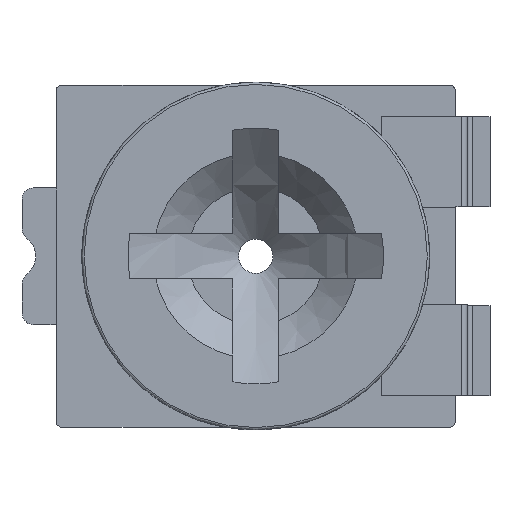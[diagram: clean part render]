
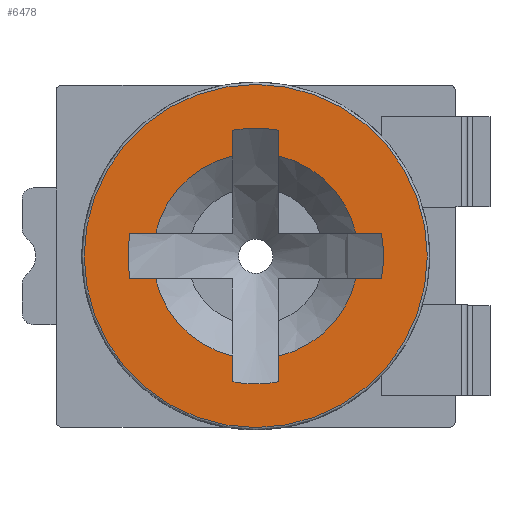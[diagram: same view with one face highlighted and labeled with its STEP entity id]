
A CAD part, top view. The second image highlights one B-rep face of the part: STEP entity #6478.
In plain terms, the highlighted planar face has unit normal (0, 0, 1).
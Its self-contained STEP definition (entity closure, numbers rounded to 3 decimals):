
#49=FACE_BOUND('',#912,.T.);
#89=CIRCLE('',#6840,1.505);
#97=CIRCLE('',#6851,1.121);
#98=CIRCLE('',#6852,1.121);
#99=CIRCLE('',#6853,1.121);
#100=CIRCLE('',#6854,1.121);
#101=CIRCLE('',#6855,1.121);
#123=CIRCLE('',#6923,0.9);
#124=CIRCLE('',#6924,0.9);
#125=CIRCLE('',#6925,0.9);
#126=CIRCLE('',#6926,0.9);
#342=PLANE('',#6922);
#550=FACE_OUTER_BOUND('',#911,.T.);
#911=EDGE_LOOP('',(#4488));
#912=EDGE_LOOP('',(#4489,#4490,#4491,#4492,#4493,#4494,#4495,#4496,#4497,
#4498,#4499,#4500,#4501,#4502,#4503,#4504,#4505));
#1523=LINE('',#9697,#2119);
#1524=LINE('',#9700,#2120);
#1525=LINE('',#9702,#2121);
#1526=LINE('',#9705,#2122);
#1527=LINE('',#9707,#2123);
#1528=LINE('',#9710,#2124);
#1529=LINE('',#9712,#2125);
#1530=LINE('',#9715,#2126);
#2119=VECTOR('',#7648,1.);
#2120=VECTOR('',#7651,1.);
#2121=VECTOR('',#7652,1.);
#2122=VECTOR('',#7655,1.);
#2123=VECTOR('',#7656,1.);
#2124=VECTOR('',#7659,1.);
#2125=VECTOR('',#7660,1.);
#2126=VECTOR('',#7663,1.);
#2588=VERTEX_POINT('',#9011);
#2597=VERTEX_POINT('',#9034);
#2598=VERTEX_POINT('',#9036);
#2600=VERTEX_POINT('',#9043);
#2601=VERTEX_POINT('',#9049);
#2603=VERTEX_POINT('',#9057);
#2604=VERTEX_POINT('',#9063);
#2606=VERTEX_POINT('',#9071);
#2607=VERTEX_POINT('',#9076);
#2609=VERTEX_POINT('',#9083);
#2829=VERTEX_POINT('',#9696);
#2830=VERTEX_POINT('',#9698);
#2831=VERTEX_POINT('',#9701);
#2832=VERTEX_POINT('',#9703);
#2833=VERTEX_POINT('',#9706);
#2834=VERTEX_POINT('',#9708);
#2835=VERTEX_POINT('',#9711);
#2836=VERTEX_POINT('',#9713);
#3230=EDGE_CURVE('',#2588,#2588,#89,.T.);
#3242=EDGE_CURVE('',#2597,#2598,#97,.T.);
#3245=EDGE_CURVE('',#2600,#2601,#98,.T.);
#3248=EDGE_CURVE('',#2603,#2604,#99,.T.);
#3251=EDGE_CURVE('',#2606,#2607,#100,.T.);
#3254=EDGE_CURVE('',#2609,#2597,#101,.T.);
#3479=EDGE_CURVE('',#2609,#2829,#1523,.T.);
#3480=EDGE_CURVE('',#2829,#2830,#123,.T.);
#3481=EDGE_CURVE('',#2607,#2830,#1524,.T.);
#3482=EDGE_CURVE('',#2606,#2831,#1525,.T.);
#3483=EDGE_CURVE('',#2831,#2832,#124,.T.);
#3484=EDGE_CURVE('',#2832,#2604,#1526,.T.);
#3485=EDGE_CURVE('',#2833,#2603,#1527,.T.);
#3486=EDGE_CURVE('',#2833,#2834,#125,.T.);
#3487=EDGE_CURVE('',#2834,#2601,#1528,.T.);
#3488=EDGE_CURVE('',#2835,#2600,#1529,.T.);
#3489=EDGE_CURVE('',#2835,#2836,#126,.T.);
#3490=EDGE_CURVE('',#2598,#2836,#1530,.T.);
#4488=ORIENTED_EDGE('',*,*,#3230,.T.);
#4489=ORIENTED_EDGE('',*,*,#3254,.F.);
#4490=ORIENTED_EDGE('',*,*,#3479,.T.);
#4491=ORIENTED_EDGE('',*,*,#3480,.T.);
#4492=ORIENTED_EDGE('',*,*,#3481,.F.);
#4493=ORIENTED_EDGE('',*,*,#3251,.F.);
#4494=ORIENTED_EDGE('',*,*,#3482,.T.);
#4495=ORIENTED_EDGE('',*,*,#3483,.T.);
#4496=ORIENTED_EDGE('',*,*,#3484,.T.);
#4497=ORIENTED_EDGE('',*,*,#3248,.F.);
#4498=ORIENTED_EDGE('',*,*,#3485,.F.);
#4499=ORIENTED_EDGE('',*,*,#3486,.T.);
#4500=ORIENTED_EDGE('',*,*,#3487,.T.);
#4501=ORIENTED_EDGE('',*,*,#3245,.F.);
#4502=ORIENTED_EDGE('',*,*,#3488,.F.);
#4503=ORIENTED_EDGE('',*,*,#3489,.T.);
#4504=ORIENTED_EDGE('',*,*,#3490,.F.);
#4505=ORIENTED_EDGE('',*,*,#3242,.F.);
#6478=ADVANCED_FACE('',(#550,#49),#342,.T.);
#6840=AXIS2_PLACEMENT_3D('',#9012,#7361,#7362);
#6851=AXIS2_PLACEMENT_3D('',#9037,#7387,#7388);
#6852=AXIS2_PLACEMENT_3D('',#9050,#7389,#7390);
#6853=AXIS2_PLACEMENT_3D('',#9064,#7391,#7392);
#6854=AXIS2_PLACEMENT_3D('',#9077,#7393,#7394);
#6855=AXIS2_PLACEMENT_3D('',#9088,#7395,#7396);
#6922=AXIS2_PLACEMENT_3D('',#9695,#7646,#7647);
#6923=AXIS2_PLACEMENT_3D('',#9699,#7649,#7650);
#6924=AXIS2_PLACEMENT_3D('',#9704,#7653,#7654);
#6925=AXIS2_PLACEMENT_3D('',#9709,#7657,#7658);
#6926=AXIS2_PLACEMENT_3D('',#9714,#7661,#7662);
#7361=DIRECTION('center_axis',(0.,0.,1.));
#7362=DIRECTION('ref_axis',(0.,1.,0.));
#7387=DIRECTION('center_axis',(0.,0.,1.));
#7388=DIRECTION('ref_axis',(0.,1.,0.));
#7389=DIRECTION('center_axis',(0.,0.,1.));
#7390=DIRECTION('ref_axis',(0.,1.,0.));
#7391=DIRECTION('center_axis',(0.,0.,1.));
#7392=DIRECTION('ref_axis',(0.,1.,0.));
#7393=DIRECTION('center_axis',(0.,0.,1.));
#7394=DIRECTION('ref_axis',(0.,1.,0.));
#7395=DIRECTION('center_axis',(0.,0.,1.));
#7396=DIRECTION('ref_axis',(0.,1.,0.));
#7646=DIRECTION('center_axis',(0.,0.,1.));
#7647=DIRECTION('ref_axis',(0.,1.,0.));
#7648=DIRECTION('',(0.,1.,0.));
#7649=DIRECTION('center_axis',(0.,0.,-1.));
#7650=DIRECTION('ref_axis',(0.,1.,0.));
#7651=DIRECTION('',(1.,0.,0.));
#7652=DIRECTION('',(1.,0.,0.));
#7653=DIRECTION('center_axis',(0.,0.,-1.));
#7654=DIRECTION('ref_axis',(0.,1.,0.));
#7655=DIRECTION('',(0.,1.,0.));
#7656=DIRECTION('',(0.,1.,0.));
#7657=DIRECTION('center_axis',(0.,0.,-1.));
#7658=DIRECTION('ref_axis',(0.,1.,0.));
#7659=DIRECTION('',(1.,0.,0.));
#7660=DIRECTION('',(1.,0.,0.));
#7661=DIRECTION('center_axis',(0.,0.,-1.));
#7662=DIRECTION('ref_axis',(0.,1.,0.));
#7663=DIRECTION('',(0.,1.,0.));
#9011=CARTESIAN_POINT('',(-0.097,-1.508,1.46));
#9012=CARTESIAN_POINT('Origin',(-0.097,-0.003,1.46));
#9034=CARTESIAN_POINT('',(-0.097,-1.124,1.46));
#9036=CARTESIAN_POINT('',(0.103,-1.106,1.46));
#9037=CARTESIAN_POINT('Origin',(-0.097,-0.003,1.46));
#9043=CARTESIAN_POINT('',(1.006,-0.203,1.46));
#9049=CARTESIAN_POINT('',(1.006,0.197,1.46));
#9050=CARTESIAN_POINT('Origin',(-0.097,-0.003,1.46));
#9057=CARTESIAN_POINT('',(0.103,1.1,1.46));
#9063=CARTESIAN_POINT('',(-0.297,1.1,1.46));
#9064=CARTESIAN_POINT('Origin',(-0.097,-0.003,1.46));
#9071=CARTESIAN_POINT('',(-1.201,0.197,1.46));
#9076=CARTESIAN_POINT('',(-1.201,-0.203,1.46));
#9077=CARTESIAN_POINT('Origin',(-0.097,-0.003,1.46));
#9083=CARTESIAN_POINT('',(-0.297,-1.106,1.46));
#9088=CARTESIAN_POINT('Origin',(-0.097,-0.003,1.46));
#9695=CARTESIAN_POINT('Origin',(-0.097,-0.003,1.46));
#9696=CARTESIAN_POINT('',(-0.297,-0.88,1.46));
#9697=CARTESIAN_POINT('',(-0.297,-0.003,1.46));
#9698=CARTESIAN_POINT('',(-0.975,-0.203,1.46));
#9699=CARTESIAN_POINT('Origin',(-0.097,-0.003,1.46));
#9700=CARTESIAN_POINT('',(-0.097,-0.203,1.46));
#9701=CARTESIAN_POINT('',(-0.975,0.197,1.46));
#9702=CARTESIAN_POINT('',(-0.097,0.197,1.46));
#9703=CARTESIAN_POINT('',(-0.297,0.874,1.46));
#9704=CARTESIAN_POINT('Origin',(-0.097,-0.003,1.46));
#9705=CARTESIAN_POINT('',(-0.297,-0.003,1.46));
#9706=CARTESIAN_POINT('',(0.103,0.874,1.46));
#9707=CARTESIAN_POINT('',(0.103,-0.003,1.46));
#9708=CARTESIAN_POINT('',(0.78,0.197,1.46));
#9709=CARTESIAN_POINT('Origin',(-0.097,-0.003,1.46));
#9710=CARTESIAN_POINT('',(-0.097,0.197,1.46));
#9711=CARTESIAN_POINT('',(0.78,-0.203,1.46));
#9712=CARTESIAN_POINT('',(-0.097,-0.203,1.46));
#9713=CARTESIAN_POINT('',(0.103,-0.88,1.46));
#9714=CARTESIAN_POINT('Origin',(-0.097,-0.003,1.46));
#9715=CARTESIAN_POINT('',(0.103,-0.003,1.46));
